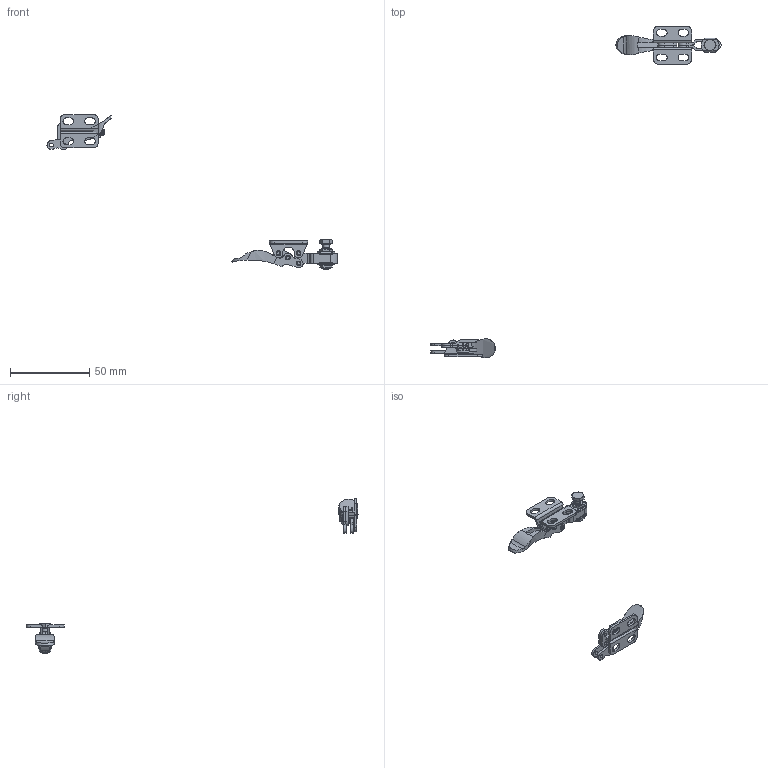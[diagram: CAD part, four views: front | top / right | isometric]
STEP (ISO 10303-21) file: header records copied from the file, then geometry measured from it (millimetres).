
FILE_DESCRIPTION( ( 'Unknown' ), '1' );
FILE_NAME( '100UZ.stp', 'Unknown', ( 'Unknown' ), ( 'Unknown' ), 'XStep 1.0', 'Unknown', ' ' );
FILE_SCHEMA( ( 'automotive_design' ) );
Length unit declared in the file: millimetre
Products named in the file (12): Assem1; ~SOUﾈ1_8; SOUÈ1_13; ~~~SOUÈ1_13; PART1_15; ~~~~SOUÈ1_7; ~~PART1_15; PART2_2; HEX-HEAD BOLT - ISO 4017 - M4X16; HEX NUT - ISO 4035 - M4; ~PART2; PART3_1
Bounding box: 182.65 x 209.07 x 97.53 mm (x, y, z)
Volume: 6990.4 mm3; surface area: 11258.8 mm2
Topology: 27 solids, 27 shells, 668 faces, 1620 edges, 1020 vertices
Faces by surface type: cylinder 259, plane 240, cone 122, torus 47
Full cylindrical faces by diameter (mm): 2.4 x30, 2.5 x5, 3 x10, 3.242 x6, 4 x40, 4.2 x4, 6.03 x2
Entity records: 9003 total; most frequent: CARTESIAN_POINT 1729, DIRECTION 1500, ORIENTED_EDGE 1254, EDGE_CURVE 627, AXIS2_PLACEMENT_3D 606, EDGE_LOOP 466, VERTEX_POINT 463, FACE_OUTER_BOUND 369
